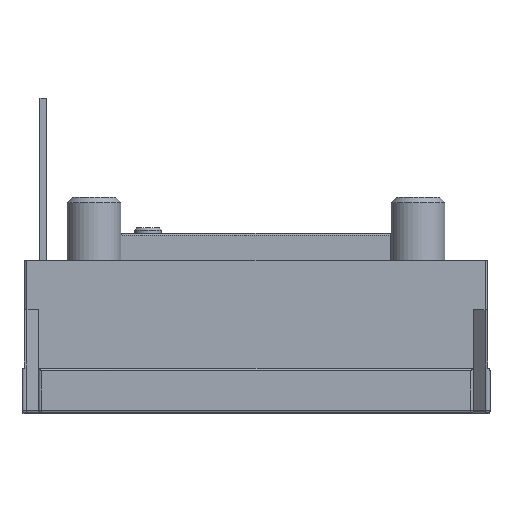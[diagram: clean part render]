
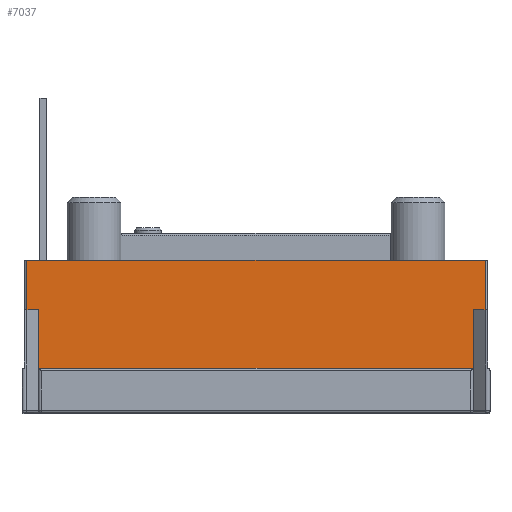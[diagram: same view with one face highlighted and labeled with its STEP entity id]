
A CAD part, top view. The second image highlights one B-rep face of the part: STEP entity #7037.
In plain terms, the highlighted planar face has unit normal (0, 0, 1).
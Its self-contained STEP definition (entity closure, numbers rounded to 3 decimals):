
#863=LINE('',#13334,#1535);
#864=LINE('',#13338,#1536);
#865=LINE('',#13342,#1537);
#866=LINE('',#13346,#1538);
#871=LINE('',#13366,#1543);
#892=LINE('',#13434,#1564);
#893=LINE('',#13436,#1565);
#894=LINE('',#13438,#1566);
#1535=VECTOR('',#10357,1000.);
#1536=VECTOR('',#10362,1000.);
#1537=VECTOR('',#10367,1000.);
#1538=VECTOR('',#10372,1000.);
#1543=VECTOR('',#10395,1000.);
#1564=VECTOR('',#10464,1000.);
#1565=VECTOR('',#10467,1000.);
#1566=VECTOR('',#10468,1000.);
#3374=ORIENTED_EDGE('',*,*,#4399,.F.);
#3375=ORIENTED_EDGE('',*,*,#4389,.T.);
#3376=ORIENTED_EDGE('',*,*,#4387,.T.);
#3377=ORIENTED_EDGE('',*,*,#4385,.T.);
#3378=ORIENTED_EDGE('',*,*,#4383,.F.);
#3379=ORIENTED_EDGE('',*,*,#4433,.T.);
#3380=ORIENTED_EDGE('',*,*,#4434,.F.);
#3381=ORIENTED_EDGE('',*,*,#4435,.T.);
#4383=EDGE_CURVE('',#5073,#5074,#863,.T.);
#4385=EDGE_CURVE('',#5075,#5074,#864,.F.);
#4387=EDGE_CURVE('',#5076,#5075,#865,.T.);
#4389=EDGE_CURVE('',#5077,#5076,#866,.T.);
#4399=EDGE_CURVE('',#5077,#5083,#871,.T.);
#4433=EDGE_CURVE('',#5073,#5105,#892,.T.);
#4434=EDGE_CURVE('',#5106,#5105,#893,.T.);
#4435=EDGE_CURVE('',#5106,#5083,#894,.F.);
#5073=VERTEX_POINT('',#13333);
#5074=VERTEX_POINT('',#13335);
#5075=VERTEX_POINT('',#13339);
#5076=VERTEX_POINT('',#13343);
#5077=VERTEX_POINT('',#13347);
#5083=VERTEX_POINT('',#13367);
#5105=VERTEX_POINT('',#13433);
#5106=VERTEX_POINT('',#13437);
#5813=EDGE_LOOP('',(#3374,#3375,#3376,#3377,#3378,#3379,#3380,#3381));
#6341=FACE_BOUND('',#5813,.T.);
#6626=PLANE('',#8584);
#7037=ADVANCED_FACE('',(#6341),#6626,.T.);
#8584=AXIS2_PLACEMENT_3D('',#13435,#10465,#10466);
#10357=DIRECTION('',(-1.,0.,0.));
#10362=DIRECTION('',(0.,-1.,0.));
#10367=DIRECTION('',(1.,0.,0.));
#10372=DIRECTION('',(0.,-1.,0.));
#10395=DIRECTION('',(-1.,0.,0.));
#10464=DIRECTION('',(0.,1.,0.));
#10465=DIRECTION('',(0.,0.,1.));
#10466=DIRECTION('',(1.,0.,0.));
#10467=DIRECTION('',(1.,0.,0.));
#10468=DIRECTION('',(0.,1.,0.));
#13333=CARTESIAN_POINT('',(25.45,-5.5,25.75));
#13334=CARTESIAN_POINT('',(-25.75,-5.5,25.75));
#13335=CARTESIAN_POINT('',(24.157,-5.5,25.75));
#13338=CARTESIAN_POINT('',(24.157,-12.,25.75));
#13339=CARTESIAN_POINT('',(24.157,-12.,25.75));
#13342=CARTESIAN_POINT('',(-25.75,-12.,25.75));
#13343=CARTESIAN_POINT('',(-24.157,-12.,25.75));
#13346=CARTESIAN_POINT('',(-24.157,-2.5,25.75));
#13347=CARTESIAN_POINT('',(-24.157,-5.5,25.75));
#13366=CARTESIAN_POINT('',(-25.75,-5.5,25.75));
#13367=CARTESIAN_POINT('',(-25.45,-5.5,25.75));
#13433=CARTESIAN_POINT('',(25.45,0.,25.75));
#13434=CARTESIAN_POINT('',(25.45,-15.,25.75));
#13435=CARTESIAN_POINT('',(-25.75,-15.,25.75));
#13436=CARTESIAN_POINT('',(-25.75,0.,25.75));
#13437=CARTESIAN_POINT('',(-25.45,0.,25.75));
#13438=CARTESIAN_POINT('',(-25.45,-15.,25.75));
